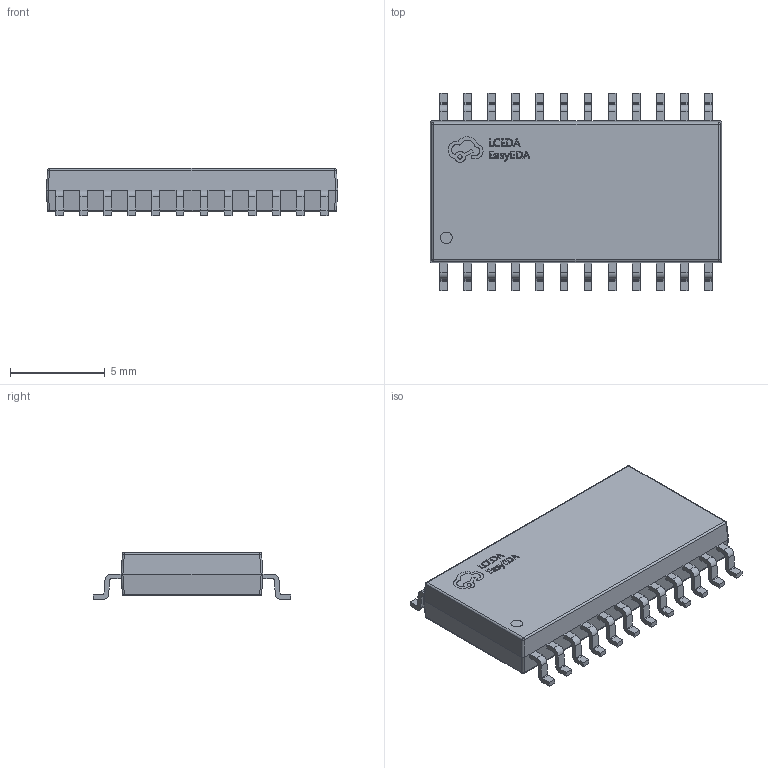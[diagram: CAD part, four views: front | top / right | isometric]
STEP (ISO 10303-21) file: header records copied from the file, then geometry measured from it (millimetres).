
FILE_DESCRIPTION (( 'STEP AP214' ), '1' );
FILE_NAME ('SOP-24_L15.4-W7.5-P1.27-LS10.4-BL.step', '2022-07-26T10:06:16', ( '' ), ( '' ), 'SwSTEP 2.0', 'SolidWorks 2020', '' );
FILE_SCHEMA (( 'AUTOMOTIVE_DESIGN' ));
Length unit declared in the file: millimetre
Products named in the file (1): SOP-24_L15.4-W7.5-P1.27-LS10.4-BL
Bounding box: 15.4 x 10.41 x 2.5 mm (x, y, z)
Volume: 267.1 mm3; surface area: 403 mm2
Topology: 14 solids, 14 shells, 639 faces, 1729 edges, 1126 vertices
Faces by surface type: plane 405, cylinder 114, bspline 112, sphere 8
Entity records: 28279 total; most frequent: CARTESIAN_POINT 5611, ORIENTED_EDGE 3458, DIRECTION 2773, EDGE_CURVE 1729, LINE 1277, VECTOR 1277, VERTEX_POINT 1126, AXIS2_PLACEMENT_3D 748
